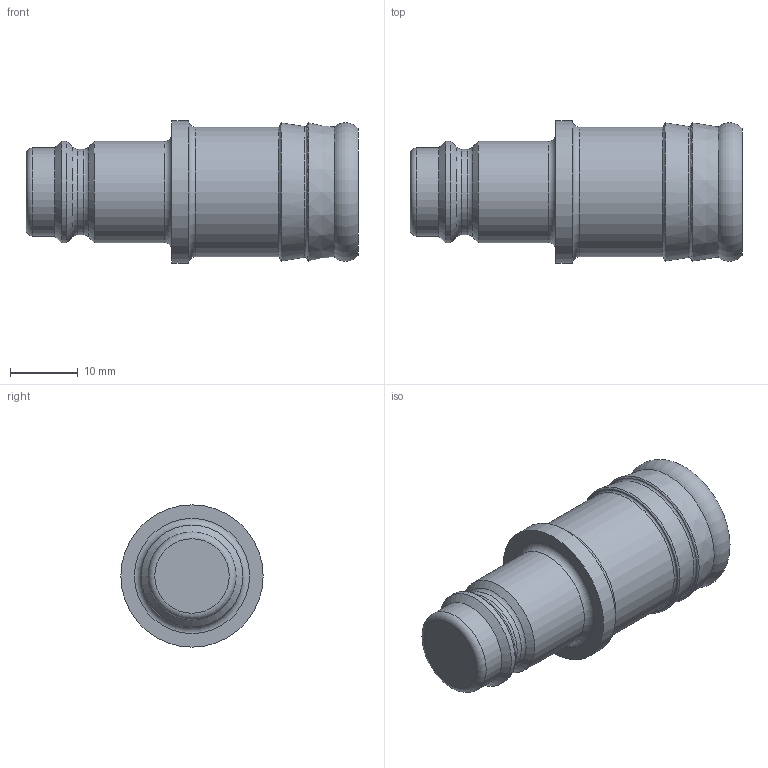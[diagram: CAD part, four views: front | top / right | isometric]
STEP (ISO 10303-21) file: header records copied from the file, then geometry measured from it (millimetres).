
FILE_DESCRIPTION((''),'2;1');
FILE_NAME('27sftf19sxn.stp','2012-01-24T14:03:52',('IA176480'),(''),'Autodesk Inventor 2011','Autodesk Inventor 2011','');
FILE_SCHEMA(('AUTOMOTIVE_DESIGN { 1 0 10303 214 1 1 1 1 }'));
Length unit declared in the file: millimetre
Products named in the file (1): D102858
Bounding box: 49 x 21 x 21 mm (x, y, z)
Volume: 11764.5 mm3; surface area: 3363.5 mm2
Topology: 1 solids, 1 shells, 25 faces, 48 edges, 27 vertices
Faces by surface type: torus 9, cylinder 6, cone 5, plane 4, bspline 1
Full cylindrical faces by diameter (mm): 12.65 x1, 13 x1, 15 x2, 19.1 x1, 21 x1
Entity records: 640 total; most frequent: CARTESIAN_POINT 198, DIRECTION 96, ORIENTED_EDGE 50, AXIS2_PLACEMENT_3D 48, EDGE_LOOP 47, EDGE_CURVE 25, FACE_OUTER_BOUND 25, ADVANCED_FACE 25
